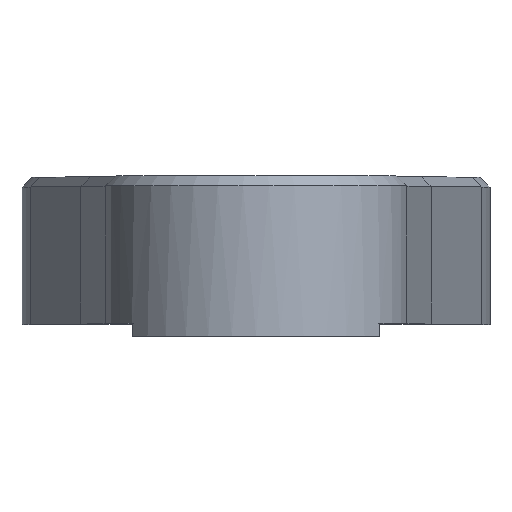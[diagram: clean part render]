
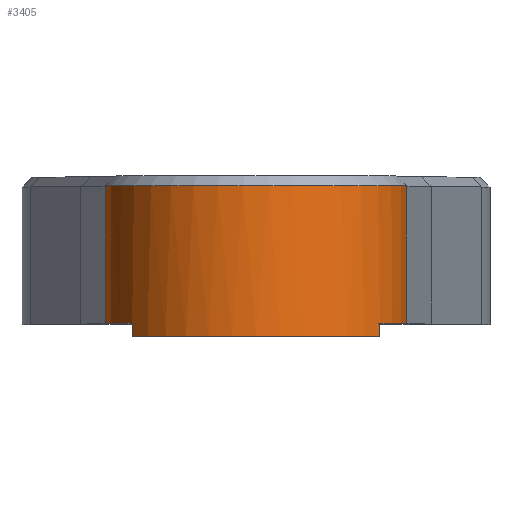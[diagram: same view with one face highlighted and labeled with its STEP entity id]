
A CAD part, top view. The second image highlights one B-rep face of the part: STEP entity #3405.
In plain terms, the highlighted cylindrical face has radius 11.684 mm (diameter 23.368 mm), a partial arc.
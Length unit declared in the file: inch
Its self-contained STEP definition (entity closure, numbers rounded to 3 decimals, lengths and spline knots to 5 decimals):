
#35 = CARTESIAN_POINT ( 'NONE',  ( 0.37843, -0.225, 2.55651 ) ) ;
#187 = ORIENTED_EDGE ( 'NONE', *, *, #4394, .T. ) ;
#196 = EDGE_CURVE ( 'NONE', #1206, #3491, #360, .T. ) ;
#360 = CIRCLE ( 'NONE', #614, 0.46 ) ;
#437 = ORIENTED_EDGE ( 'NONE', *, *, #2941, .T. ) ;
#516 = DIRECTION ( 'NONE',  ( 0., 1., 0. ) ) ;
#614 = AXIS2_PLACEMENT_3D ( 'NONE', #3667, #1984, #1668 ) ;
#635 = VERTEX_POINT ( 'NONE', #35 ) ;
#646 = DIRECTION ( 'NONE',  ( 0., 1., 0. ) ) ;
#738 = VECTOR ( 'NONE', #1281, 39.37008 ) ;
#932 = CARTESIAN_POINT ( 'NONE',  ( 0.37843, -0.265, 2.55651 ) ) ;
#1037 = DIRECTION ( 'NONE',  ( 0., 1., 0. ) ) ;
#1116 = ORIENTED_EDGE ( 'NONE', *, *, #4352, .F. ) ;
#1141 = CARTESIAN_POINT ( 'NONE',  ( -0.45913, 0.225, 2.26676 ) ) ;
#1206 = VERTEX_POINT ( 'NONE', #4162 ) ;
#1267 = DIRECTION ( 'NONE',  ( 0., -1., 0. ) ) ;
#1281 = DIRECTION ( 'NONE',  ( 0., 1., 0. ) ) ;
#1374 = VERTEX_POINT ( 'NONE', #3460 ) ;
#1440 = CARTESIAN_POINT ( 'NONE',  ( 0.37843, -0.265, 2.55651 ) ) ;
#1523 = CARTESIAN_POINT ( 'NONE',  ( 0., 0.225, 2.295 ) ) ;
#1596 = VECTOR ( 'NONE', #1695, 39.37008 ) ;
#1668 = DIRECTION ( 'NONE',  ( 0., 0., -1. ) ) ;
#1675 = EDGE_CURVE ( 'NONE', #3009, #3491, #1975, .T. ) ;
#1693 = VECTOR ( 'NONE', #3844, 39.37008 ) ;
#1695 = DIRECTION ( 'NONE',  ( 0., -1., 0. ) ) ;
#1722 = AXIS2_PLACEMENT_3D ( 'NONE', #3085, #1037, #3426 ) ;
#1746 = CIRCLE ( 'NONE', #1848, 0.46 ) ;
#1768 = ORIENTED_EDGE ( 'NONE', *, *, #196, .T. ) ;
#1848 = AXIS2_PLACEMENT_3D ( 'NONE', #2730, #646, #3050 ) ;
#1871 = AXIS2_PLACEMENT_3D ( 'NONE', #3308, #1267, #3650 ) ;
#1975 = LINE ( 'NONE', #2575, #3669 ) ;
#1984 = DIRECTION ( 'NONE',  ( 0., 1., 0. ) ) ;
#2044 = CARTESIAN_POINT ( 'NONE',  ( 0.45913, 0.225, 2.26676 ) ) ;
#2053 = CARTESIAN_POINT ( 'NONE',  ( -0.37843, -0.225, 2.55651 ) ) ;
#2114 = VERTEX_POINT ( 'NONE', #4409 ) ;
#2205 = DIRECTION ( 'NONE',  ( 0., -1., 0. ) ) ;
#2288 = DIRECTION ( 'NONE',  ( 0., 0., -1. ) ) ;
#2575 = CARTESIAN_POINT ( 'NONE',  ( -0.37843, -0.265, 2.55651 ) ) ;
#2730 = CARTESIAN_POINT ( 'NONE',  ( 0., -0.225, 2.295 ) ) ;
#2926 = ORIENTED_EDGE ( 'NONE', *, *, #3275, .T. ) ;
#2934 = VERTEX_POINT ( 'NONE', #4294 ) ;
#2941 = EDGE_CURVE ( 'NONE', #1374, #2114, #3563, .T. ) ;
#2968 = FACE_OUTER_BOUND ( 'NONE', #4142, .T. ) ;
#2969 = EDGE_CURVE ( 'NONE', #3172, #635, #4334, .T. ) ;
#3009 = VERTEX_POINT ( 'NONE', #3996 ) ;
#3050 = DIRECTION ( 'NONE',  ( 0., 0., -1. ) ) ;
#3085 = CARTESIAN_POINT ( 'NONE',  ( 0., -0.265, 2.295 ) ) ;
#3172 = VERTEX_POINT ( 'NONE', #1440 ) ;
#3275 = EDGE_CURVE ( 'NONE', #2114, #1206, #3495, .T. ) ;
#3308 = CARTESIAN_POINT ( 'NONE',  ( 0., 0.195, 2.295 ) ) ;
#3405 = ADVANCED_FACE ( 'NONE', ( #2968 ), #4224, .T. ) ;
#3410 = ORIENTED_EDGE ( 'NONE', *, *, #3472, .T. ) ;
#3426 = DIRECTION ( 'NONE',  ( 0., 0., 1. ) ) ;
#3460 = CARTESIAN_POINT ( 'NONE',  ( 0.45913, 0.195, 2.26676 ) ) ;
#3472 = EDGE_CURVE ( 'NONE', #635, #2934, #1746, .T. ) ;
#3491 = VERTEX_POINT ( 'NONE', #2053 ) ;
#3495 = LINE ( 'NONE', #1141, #1693 ) ;
#3563 = CIRCLE ( 'NONE', #1871, 0.46 ) ;
#3582 = ORIENTED_EDGE ( 'NONE', *, *, #2969, .T. ) ;
#3650 = DIRECTION ( 'NONE',  ( 0., 0., 1. ) ) ;
#3667 = CARTESIAN_POINT ( 'NONE',  ( 0., -0.225, 2.295 ) ) ;
#3669 = VECTOR ( 'NONE', #516, 39.37008 ) ;
#3761 = CIRCLE ( 'NONE', #1722, 0.46 ) ;
#3844 = DIRECTION ( 'NONE',  ( 0., -1., 0. ) ) ;
#3851 = AXIS2_PLACEMENT_3D ( 'NONE', #1523, #2205, #2288 ) ;
#3996 = CARTESIAN_POINT ( 'NONE',  ( -0.37843, -0.265, 2.55651 ) ) ;
#4142 = EDGE_LOOP ( 'NONE', ( #1116, #437, #2926, #1768, #4148, #187, #3582, #3410 ) ) ;
#4148 = ORIENTED_EDGE ( 'NONE', *, *, #1675, .F. ) ;
#4162 = CARTESIAN_POINT ( 'NONE',  ( -0.45913, -0.225, 2.26676 ) ) ;
#4224 = CYLINDRICAL_SURFACE ( 'NONE', #3851, 0.46 ) ;
#4271 = LINE ( 'NONE', #2044, #1596 ) ;
#4294 = CARTESIAN_POINT ( 'NONE',  ( 0.45913, -0.225, 2.26676 ) ) ;
#4334 = LINE ( 'NONE', #932, #738 ) ;
#4352 = EDGE_CURVE ( 'NONE', #1374, #2934, #4271, .T. ) ;
#4394 = EDGE_CURVE ( 'NONE', #3009, #3172, #3761, .T. ) ;
#4409 = CARTESIAN_POINT ( 'NONE',  ( -0.45913, 0.195, 2.26676 ) ) ;
